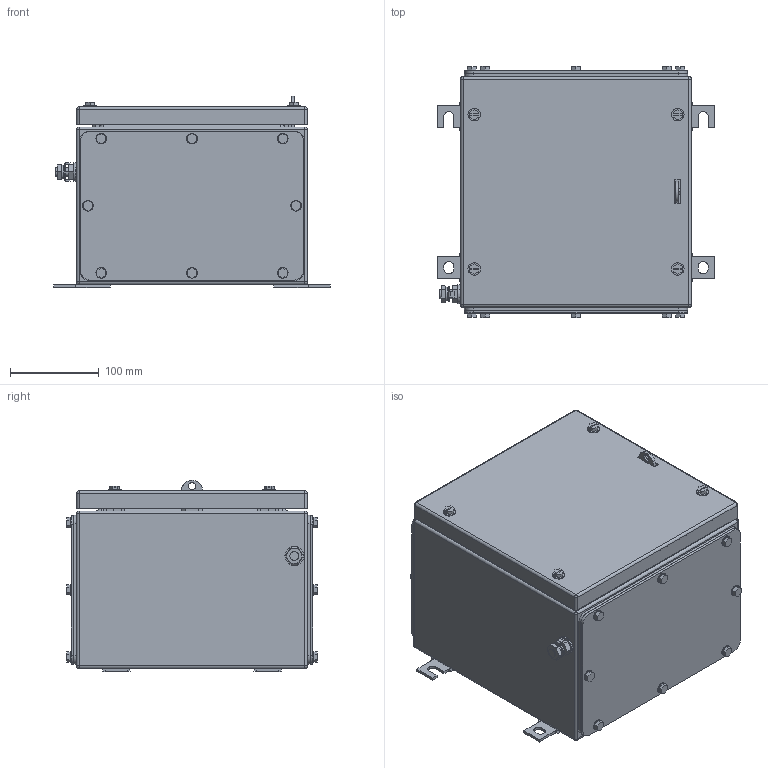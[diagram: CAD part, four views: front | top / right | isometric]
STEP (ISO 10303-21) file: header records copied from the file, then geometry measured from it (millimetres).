
FILE_DESCRIPTION(('CATIA V5 STEP Exchange','CAx-IF Rec.Pracs.--- Model Styling and Organization---1.4--- 2014-01-23'),'2;1');
FILE_NAME ('008506-7_2_1194670000_1194670000.stp','2019-07-02T05:39:40+00:00',('none'),('Weidmueller'),'CATIA Version 5-6 Release 2016 SP3 HF44','CATIA V5 STEP AP214','none');
FILE_SCHEMA(('AUTOMOTIVE_DESIGN { 1 0 10303 214 1 1 1 1 }'));
Length unit declared in the file: millimetre
Products named in the file (1): 1194670000
Bounding box: 311 x 282 x 215 mm (x, y, z)
Volume: 937505.3 mm3; surface area: 977520.8 mm2
Topology: 74 solids, 74 shells, 1647 faces, 3928 edges, 2478 vertices
Faces by surface type: plane 790, cylinder 665, cone 148, sphere 24, torus 20
Entity records: 45266 total; most frequent: CARTESIAN_POINT 9421, ORIENTED_EDGE 7728, DIRECTION 6075, EDGE_CURVE 3864, AXIS2_PLACEMENT_3D 2514, VERTEX_POINT 2478, VECTOR 2344, LINE 2344
